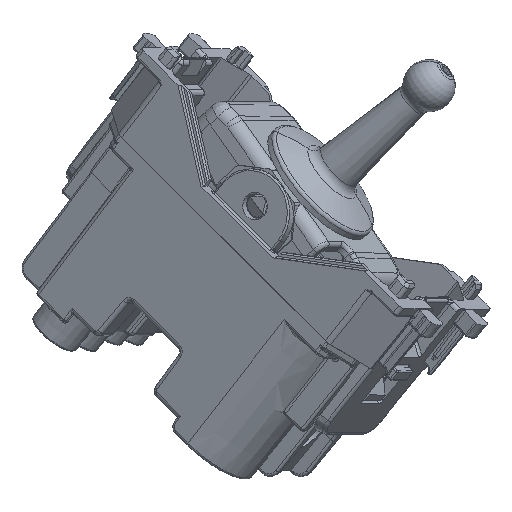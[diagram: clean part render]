
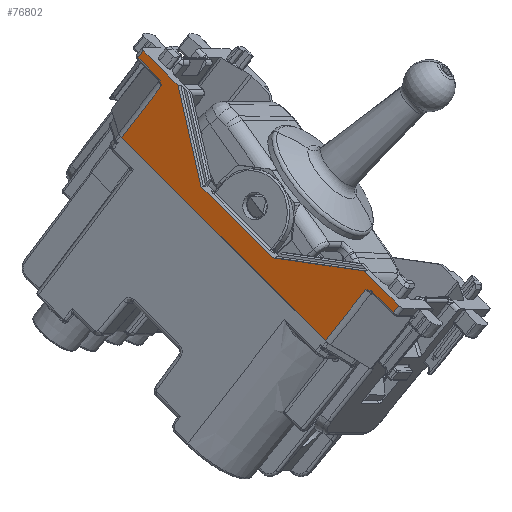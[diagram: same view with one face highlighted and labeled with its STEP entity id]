
A CAD part, isometric view. The second image highlights one B-rep face of the part: STEP entity #76802.
In plain terms, the highlighted face is planar.
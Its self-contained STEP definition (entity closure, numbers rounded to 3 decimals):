
#70122=CARTESIAN_POINT('Vertex',(-11.117,6.15,2.575)) ;
#70125=CARTESIAN_POINT('Line Origine',(-11.117,0.,2.575)) ;
#70129=CARTESIAN_POINT('Vertex',(-11.117,-6.15,2.575)) ;
#76644=CARTESIAN_POINT('Vertex',(-11.175,16.,9.275)) ;
#76647=CARTESIAN_POINT('Line Origine',(-11.146,11.075,5.925)) ;
#76664=CARTESIAN_POINT('Axis2P3D Location',(-11.175,20.95,9.275)) ;
#76670=CARTESIAN_POINT('Control Point',(-11.162,-17.545,7.802)) ;
#76671=CARTESIAN_POINT('Control Point',(-11.163,-17.678,7.896)) ;
#76672=CARTESIAN_POINT('Control Point',(-11.164,-17.812,7.99)) ;
#76673=CARTESIAN_POINT('Control Point',(-11.165,-17.954,8.077)) ;
#76674=CARTESIAN_POINT('Control Point',(-11.165,-18.131,8.168)) ;
#76675=CARTESIAN_POINT('Control Point',(-11.166,-18.348,8.193)) ;
#76676=CARTESIAN_POINT('Vertex',(-11.166,-18.348,8.193)) ;
#76678=CARTESIAN_POINT('Vertex',(-11.162,-17.545,7.802)) ;
#76682=CARTESIAN_POINT('Control Point',(-11.166,-18.348,8.193)) ;
#76683=CARTESIAN_POINT('Control Point',(-11.166,-18.378,8.197)) ;
#76684=CARTESIAN_POINT('Control Point',(-11.166,-18.408,8.198)) ;
#76685=CARTESIAN_POINT('Control Point',(-11.166,-18.439,8.198)) ;
#76686=CARTESIAN_POINT('Vertex',(-11.166,-18.439,8.198)) ;
#76689=CARTESIAN_POINT('Line Origine',(-11.166,0.,8.198)) ;
#76693=CARTESIAN_POINT('Vertex',(-11.166,-21.941,8.198)) ;
#76697=CARTESIAN_POINT('Control Point',(-11.166,-21.941,8.198)) ;
#76698=CARTESIAN_POINT('Control Point',(-11.175,-21.95,9.275)) ;
#76699=CARTESIAN_POINT('Vertex',(-11.175,-21.95,9.275)) ;
#76702=CARTESIAN_POINT('Line Origine',(-11.175,0.,9.275)) ;
#76706=CARTESIAN_POINT('Vertex',(-11.175,-20.95,9.275)) ;
#76709=CARTESIAN_POINT('Line Origine',(-11.175,0.,9.275)) ;
#76713=CARTESIAN_POINT('Vertex',(-11.175,-16.,9.275)) ;
#76717=CARTESIAN_POINT('Control Point',(-11.175,-16.,9.275)) ;
#76718=CARTESIAN_POINT('Control Point',(-11.117,-6.15,2.575)) ;
#76720=CARTESIAN_POINT('Line Origine',(-11.175,0.,9.275)) ;
#76724=CARTESIAN_POINT('Vertex',(-11.175,20.95,9.275)) ;
#76727=CARTESIAN_POINT('Line Origine',(-11.175,0.,9.275)) ;
#76731=CARTESIAN_POINT('Vertex',(-11.175,21.95,9.275)) ;
#76735=CARTESIAN_POINT('Control Point',(-11.166,21.941,8.198)) ;
#76736=CARTESIAN_POINT('Control Point',(-11.175,21.95,9.275)) ;
#76737=CARTESIAN_POINT('Vertex',(-11.166,21.941,8.198)) ;
#76740=CARTESIAN_POINT('Line Origine',(-11.166,0.,8.198)) ;
#76744=CARTESIAN_POINT('Vertex',(-11.166,18.439,8.198)) ;
#76748=CARTESIAN_POINT('Control Point',(-11.166,18.439,8.198)) ;
#76749=CARTESIAN_POINT('Control Point',(-11.166,18.408,8.198)) ;
#76750=CARTESIAN_POINT('Control Point',(-11.166,18.378,8.197)) ;
#76751=CARTESIAN_POINT('Control Point',(-11.166,18.348,8.193)) ;
#76752=CARTESIAN_POINT('Vertex',(-11.166,18.348,8.193)) ;
#76756=CARTESIAN_POINT('Control Point',(-11.166,18.348,8.193)) ;
#76757=CARTESIAN_POINT('Control Point',(-11.165,18.131,8.168)) ;
#76758=CARTESIAN_POINT('Control Point',(-11.165,17.954,8.077)) ;
#76759=CARTESIAN_POINT('Control Point',(-11.164,17.812,7.99)) ;
#76760=CARTESIAN_POINT('Control Point',(-11.163,17.678,7.896)) ;
#76761=CARTESIAN_POINT('Control Point',(-11.162,17.545,7.802)) ;
#76762=CARTESIAN_POINT('Vertex',(-11.162,17.545,7.802)) ;
#76766=CARTESIAN_POINT('Control Point',(-11.094,17.517,0.)) ;
#76767=CARTESIAN_POINT('Control Point',(-11.162,17.545,7.802)) ;
#76768=CARTESIAN_POINT('Vertex',(-11.094,17.517,0.)) ;
#76771=CARTESIAN_POINT('Line Origine',(-11.094,0.,0.)) ;
#76775=CARTESIAN_POINT('Vertex',(-11.094,-17.517,0.)) ;
#76779=CARTESIAN_POINT('Control Point',(-11.094,-17.517,0.)) ;
#76780=CARTESIAN_POINT('Control Point',(-11.162,-17.545,7.802)) ;
#70126=DIRECTION('Vector Direction',(0.,-1.,0.)) ;
#76648=DIRECTION('Vector Direction',(0.005,-0.827,-0.562)) ;
#76665=DIRECTION('Axis2P3D Direction',(1.,-0.,0.009)) ;
#76666=DIRECTION('Axis2P3D XDirection',(0.,1.,0.)) ;
#76690=DIRECTION('Vector Direction',(0.,1.,0.)) ;
#76703=DIRECTION('Vector Direction',(0.,1.,0.)) ;
#76710=DIRECTION('Vector Direction',(0.,1.,0.)) ;
#76721=DIRECTION('Vector Direction',(0.,1.,0.)) ;
#76728=DIRECTION('Vector Direction',(0.,1.,0.)) ;
#76741=DIRECTION('Vector Direction',(0.,1.,0.)) ;
#76772=DIRECTION('Vector Direction',(0.,1.,0.)) ;
#76667=AXIS2_PLACEMENT_3D('Plane Axis2P3D',#76664,#76665,#76666) ;
#76783=ORIENTED_EDGE('',*,*,#76680,.F.) ;
#76784=ORIENTED_EDGE('',*,*,#76688,.F.) ;
#76785=ORIENTED_EDGE('',*,*,#76695,.F.) ;
#76786=ORIENTED_EDGE('',*,*,#76701,.F.) ;
#76787=ORIENTED_EDGE('',*,*,#76708,.F.) ;
#76788=ORIENTED_EDGE('',*,*,#76715,.F.) ;
#76789=ORIENTED_EDGE('',*,*,#76719,.F.) ;
#76790=ORIENTED_EDGE('',*,*,#70131,.F.) ;
#76791=ORIENTED_EDGE('',*,*,#76651,.F.) ;
#76792=ORIENTED_EDGE('',*,*,#76726,.F.) ;
#76793=ORIENTED_EDGE('',*,*,#76733,.F.) ;
#76794=ORIENTED_EDGE('',*,*,#76739,.F.) ;
#76795=ORIENTED_EDGE('',*,*,#76746,.F.) ;
#76796=ORIENTED_EDGE('',*,*,#76754,.F.) ;
#76797=ORIENTED_EDGE('',*,*,#76764,.F.) ;
#76798=ORIENTED_EDGE('',*,*,#76770,.F.) ;
#76799=ORIENTED_EDGE('',*,*,#76777,.F.) ;
#76800=ORIENTED_EDGE('',*,*,#76781,.F.) ;
#70127=VECTOR('Line Direction',#70126,1.) ;
#76649=VECTOR('Line Direction',#76648,1.) ;
#76691=VECTOR('Line Direction',#76690,1.) ;
#76704=VECTOR('Line Direction',#76703,1.) ;
#76711=VECTOR('Line Direction',#76710,1.) ;
#76722=VECTOR('Line Direction',#76721,1.) ;
#76729=VECTOR('Line Direction',#76728,1.) ;
#76742=VECTOR('Line Direction',#76741,1.) ;
#76773=VECTOR('Line Direction',#76772,1.) ;
#76802=ADVANCED_FACE('PartBody',(#76801),#76668,.F.) ;
#76669=B_SPLINE_CURVE_WITH_KNOTS('',5,(#76670,#76671,#76672,#76673,#76674,#76675),.UNSPECIFIED.,.F.,.U.,(6,6),(0.,1.538),.UNSPECIFIED.) ;
#76681=B_SPLINE_CURVE_WITH_KNOTS('',3,(#76682,#76683,#76684,#76685),.UNSPECIFIED.,.F.,.U.,(4,4),(2.274,2.389),.UNSPECIFIED.) ;
#76696=B_SPLINE_CURVE_WITH_KNOTS('',1,(#76697,#76698),.UNSPECIFIED.,.F.,.U.,(2,2),(8.466,9.543),.UNSPECIFIED.) ;
#76716=B_SPLINE_CURVE_WITH_KNOTS('',1,(#76717,#76718),.UNSPECIFIED.,.F.,.U.,(2,2),(-5.956,5.956),.UNSPECIFIED.) ;
#76734=B_SPLINE_CURVE_WITH_KNOTS('',1,(#76735,#76736),.UNSPECIFIED.,.F.,.U.,(2,2),(8.466,9.543),.UNSPECIFIED.) ;
#76747=B_SPLINE_CURVE_WITH_KNOTS('',3,(#76748,#76749,#76750,#76751),.UNSPECIFIED.,.F.,.U.,(4,4),(1.332,1.447),.UNSPECIFIED.) ;
#76755=B_SPLINE_CURVE_WITH_KNOTS('',5,(#76756,#76757,#76758,#76759,#76760,#76761),.UNSPECIFIED.,.F.,.U.,(6,6),(0.121,1.659),.UNSPECIFIED.) ;
#76765=B_SPLINE_CURVE_WITH_KNOTS('',1,(#76766,#76767),.UNSPECIFIED.,.F.,.U.,(2,2),(-4.638,3.164),.UNSPECIFIED.) ;
#76778=B_SPLINE_CURVE_WITH_KNOTS('',1,(#76779,#76780),.UNSPECIFIED.,.F.,.U.,(2,2),(-4.638,3.164),.UNSPECIFIED.) ;
#70131=EDGE_CURVE('',#70123,#70130,#70128,.T.) ;
#76651=EDGE_CURVE('',#76645,#70123,#76650,.T.) ;
#76680=EDGE_CURVE('',#76677,#76679,#76669,.F.) ;
#76688=EDGE_CURVE('',#76687,#76677,#76681,.F.) ;
#76695=EDGE_CURVE('',#76694,#76687,#76692,.T.) ;
#76701=EDGE_CURVE('',#76700,#76694,#76696,.F.) ;
#76708=EDGE_CURVE('',#76707,#76700,#76705,.F.) ;
#76715=EDGE_CURVE('',#76714,#76707,#76712,.F.) ;
#76719=EDGE_CURVE('',#70130,#76714,#76716,.F.) ;
#76726=EDGE_CURVE('',#76725,#76645,#76723,.F.) ;
#76733=EDGE_CURVE('',#76732,#76725,#76730,.F.) ;
#76739=EDGE_CURVE('',#76738,#76732,#76734,.T.) ;
#76746=EDGE_CURVE('',#76745,#76738,#76743,.T.) ;
#76754=EDGE_CURVE('',#76753,#76745,#76747,.F.) ;
#76764=EDGE_CURVE('',#76763,#76753,#76755,.F.) ;
#76770=EDGE_CURVE('',#76769,#76763,#76765,.T.) ;
#76777=EDGE_CURVE('',#76776,#76769,#76774,.T.) ;
#76781=EDGE_CURVE('',#76679,#76776,#76778,.F.) ;
#76782=EDGE_LOOP('',(#76783,#76784,#76785,#76786,#76787,#76788,#76789,#76790,#76791,#76792,#76793,#76794,#76795,#76796,#76797,#76798,#76799,#76800)) ;
#76801=FACE_OUTER_BOUND('',#76782,.T.) ;
#70128=LINE('Line',#70125,#70127) ;
#76650=LINE('Line',#76647,#76649) ;
#76692=LINE('Line',#76689,#76691) ;
#76705=LINE('Line',#76702,#76704) ;
#76712=LINE('Line',#76709,#76711) ;
#76723=LINE('Line',#76720,#76722) ;
#76730=LINE('Line',#76727,#76729) ;
#76743=LINE('Line',#76740,#76742) ;
#76774=LINE('Line',#76771,#76773) ;
#76668=PLANE('',#76667) ;
#70123=VERTEX_POINT('',#70122) ;
#70130=VERTEX_POINT('',#70129) ;
#76645=VERTEX_POINT('',#76644) ;
#76677=VERTEX_POINT('',#76676) ;
#76679=VERTEX_POINT('',#76678) ;
#76687=VERTEX_POINT('',#76686) ;
#76694=VERTEX_POINT('',#76693) ;
#76700=VERTEX_POINT('',#76699) ;
#76707=VERTEX_POINT('',#76706) ;
#76714=VERTEX_POINT('',#76713) ;
#76725=VERTEX_POINT('',#76724) ;
#76732=VERTEX_POINT('',#76731) ;
#76738=VERTEX_POINT('',#76737) ;
#76745=VERTEX_POINT('',#76744) ;
#76753=VERTEX_POINT('',#76752) ;
#76763=VERTEX_POINT('',#76762) ;
#76769=VERTEX_POINT('',#76768) ;
#76776=VERTEX_POINT('',#76775) ;
